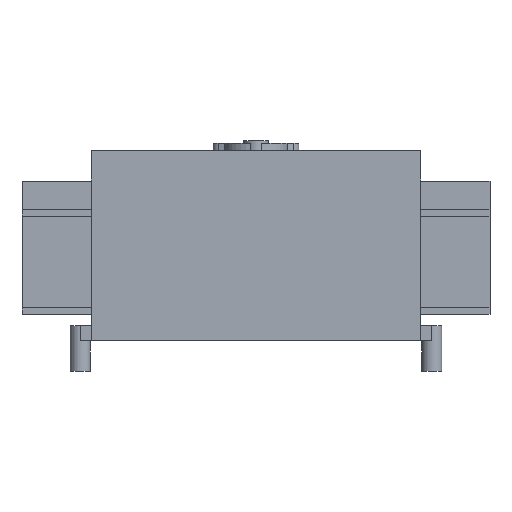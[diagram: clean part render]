
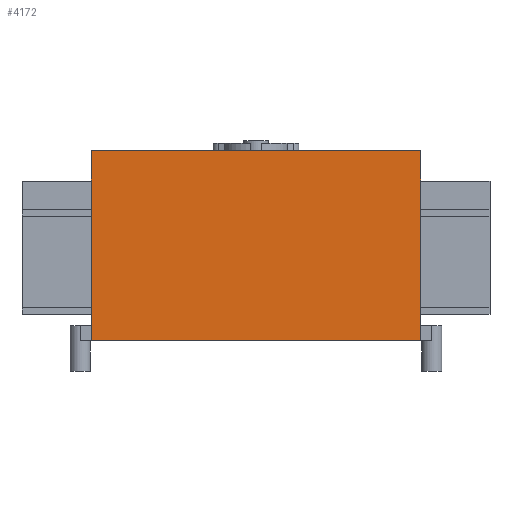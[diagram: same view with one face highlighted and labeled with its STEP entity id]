
A CAD part, left-side view. The second image highlights one B-rep face of the part: STEP entity #4172.
In plain terms, the highlighted planar face has unit normal (-1, 0, 0).
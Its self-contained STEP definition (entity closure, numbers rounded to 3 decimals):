
#557=FACE_OUTER_BOUND('',#1005,.T.);
#1005=EDGE_LOOP('',(#3650,#3651,#3652,#3653));
#1407=VERTEX_POINT('',#14049);
#1408=VERTEX_POINT('',#14050);
#1509=VERTEX_POINT('',#14360);
#1510=VERTEX_POINT('',#14364);
#2069=EDGE_CURVE('',#1407,#1408,#6744,.T.);
#2220=EDGE_CURVE('',#1509,#1408,#6854,.T.);
#2221=EDGE_CURVE('',#1510,#1407,#6855,.T.);
#2225=EDGE_CURVE('',#1509,#1510,#6859,.T.);
#3650=ORIENTED_EDGE('',*,*,#2220,.F.);
#3651=ORIENTED_EDGE('',*,*,#2225,.T.);
#3652=ORIENTED_EDGE('',*,*,#2221,.T.);
#3653=ORIENTED_EDGE('',*,*,#2069,.T.);
#3867=PLANE('',#8536);
#4172=ADVANCED_FACE('',(#557),#3867,.T.);
#6744=LINE('',#14051,#7758);
#6854=LINE('',#14362,#7868);
#6855=LINE('',#14365,#7869);
#6859=LINE('',#14372,#7873);
#7758=VECTOR('',#10553,10.);
#7868=VECTOR('',#10863,10.);
#7869=VECTOR('',#10866,10.);
#7873=VECTOR('',#10874,10.);
#8536=AXIS2_PLACEMENT_3D('',#14373,#10875,#10876);
#10553=DIRECTION('',(0.,1.,0.));
#10863=DIRECTION('',(0.,0.,1.));
#10866=DIRECTION('',(0.,0.,1.));
#10874=DIRECTION('',(0.,-1.,0.));
#10875=DIRECTION('center_axis',(-1.,0.,0.));
#10876=DIRECTION('ref_axis',(0.,0.,1.));
#14049=CARTESIAN_POINT('',(0.,-147.5,170.));
#14050=CARTESIAN_POINT('',(0.,147.5,170.));
#14051=CARTESIAN_POINT('',(0.,147.5,170.));
#14360=CARTESIAN_POINT('',(0.,147.5,0.));
#14362=CARTESIAN_POINT('',(0.,147.5,10.));
#14364=CARTESIAN_POINT('',(0.,-147.5,0.));
#14365=CARTESIAN_POINT('',(0.,-147.5,0.));
#14372=CARTESIAN_POINT('',(0.,147.5,0.));
#14373=CARTESIAN_POINT('Origin',(0.,-147.5,0.));
